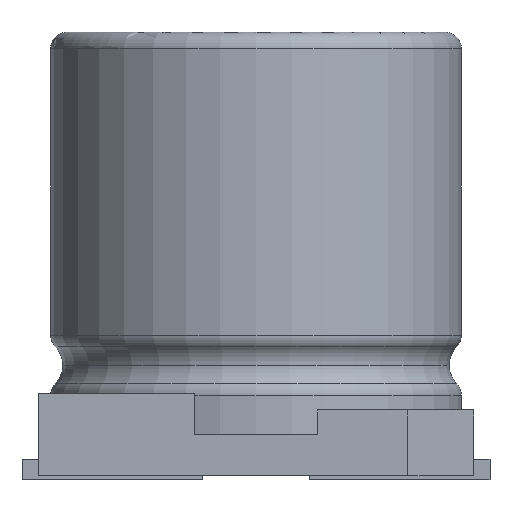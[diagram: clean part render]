
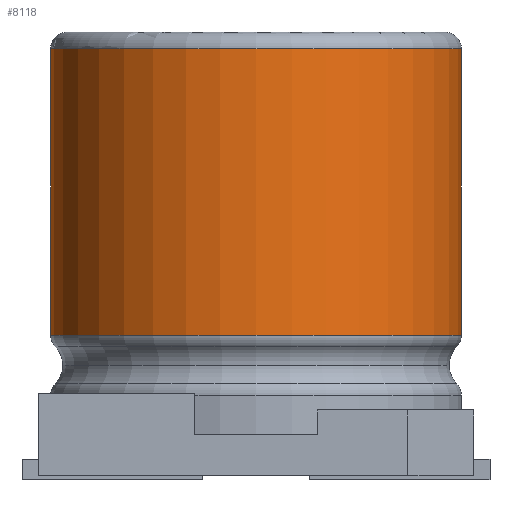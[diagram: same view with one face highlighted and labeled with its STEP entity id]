
A CAD part, front view. The second image highlights one B-rep face of the part: STEP entity #8118.
In plain terms, the highlighted cylindrical face has radius 2.5 mm (diameter 5 mm), a partial arc.
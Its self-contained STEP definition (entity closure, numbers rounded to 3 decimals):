
#594 = DIRECTION ( 'NONE',  ( 0., 0., -1. ) ) ;
#660 = CARTESIAN_POINT ( 'NONE',  ( 2.5, 0., 17.871 ) ) ;
#716 = AXIS2_PLACEMENT_3D ( 'NONE', #1446, #9177, #12146 ) ;
#876 = EDGE_CURVE ( 'NONE', #9754, #3056, #2249, .T. ) ;
#1187 = VERTEX_POINT ( 'NONE', #7342 ) ;
#1354 = CIRCLE ( 'NONE', #10026, 2.5 ) ;
#1446 = CARTESIAN_POINT ( 'NONE',  ( 0., 0., 17.871 ) ) ;
#1540 = ORIENTED_EDGE ( 'NONE', *, *, #11138, .T. ) ;
#1558 = VERTEX_POINT ( 'NONE', #1590 ) ;
#1590 = CARTESIAN_POINT ( 'NONE',  ( -2.5, 0., 1.709 ) ) ;
#1618 = ORIENTED_EDGE ( 'NONE', *, *, #8508, .T. ) ;
#1738 = CYLINDRICAL_SURFACE ( 'NONE', #716, 2.5 ) ;
#2249 = CIRCLE ( 'NONE', #11113, 2.5 ) ;
#2252 = DIRECTION ( 'NONE',  ( 0., 0., -1. ) ) ;
#2602 = DIRECTION ( 'NONE',  ( 1., 0., 0. ) ) ;
#2897 = CARTESIAN_POINT ( 'NONE',  ( 0., 0., 1.709 ) ) ;
#3056 = VERTEX_POINT ( 'NONE', #10298 ) ;
#3545 = DIRECTION ( 'NONE',  ( 0., 0., -1. ) ) ;
#3781 = LINE ( 'NONE', #660, #7916 ) ;
#4745 = VECTOR ( 'NONE', #2252, 1000. ) ;
#7203 = DIRECTION ( 'NONE',  ( 0., 0., 1. ) ) ;
#7342 = CARTESIAN_POINT ( 'NONE',  ( 2.5, 0., 1.709 ) ) ;
#7522 = LINE ( 'NONE', #7657, #4745 ) ;
#7657 = CARTESIAN_POINT ( 'NONE',  ( -2.5, 0., 17.871 ) ) ;
#7916 = VECTOR ( 'NONE', #594, 1000. ) ;
#8103 = EDGE_LOOP ( 'NONE', ( #13056, #12842, #1540, #1618 ) ) ;
#8118 = ADVANCED_FACE ( 'NONE', ( #12219 ), #1738, .T. ) ;
#8508 = EDGE_CURVE ( 'NONE', #1558, #1187, #1354, .T. ) ;
#9177 = DIRECTION ( 'NONE',  ( 0., 0., -1. ) ) ;
#9355 = CARTESIAN_POINT ( 'NONE',  ( 2.5, 0., 5.2 ) ) ;
#9754 = VERTEX_POINT ( 'NONE', #9355 ) ;
#10026 = AXIS2_PLACEMENT_3D ( 'NONE', #2897, #7203, #13451 ) ;
#10044 = CARTESIAN_POINT ( 'NONE',  ( 0., 0., 5.2 ) ) ;
#10298 = CARTESIAN_POINT ( 'NONE',  ( -2.5, 0., 5.2 ) ) ;
#11113 = AXIS2_PLACEMENT_3D ( 'NONE', #10044, #3545, #2602 ) ;
#11138 = EDGE_CURVE ( 'NONE', #3056, #1558, #7522, .T. ) ;
#11844 = EDGE_CURVE ( 'NONE', #9754, #1187, #3781, .T. ) ;
#12146 = DIRECTION ( 'NONE',  ( -1., 0., 0. ) ) ;
#12219 = FACE_OUTER_BOUND ( 'NONE', #8103, .T. ) ;
#12842 = ORIENTED_EDGE ( 'NONE', *, *, #876, .T. ) ;
#13056 = ORIENTED_EDGE ( 'NONE', *, *, #11844, .F. ) ;
#13451 = DIRECTION ( 'NONE',  ( -1., 0., 0. ) ) ;
